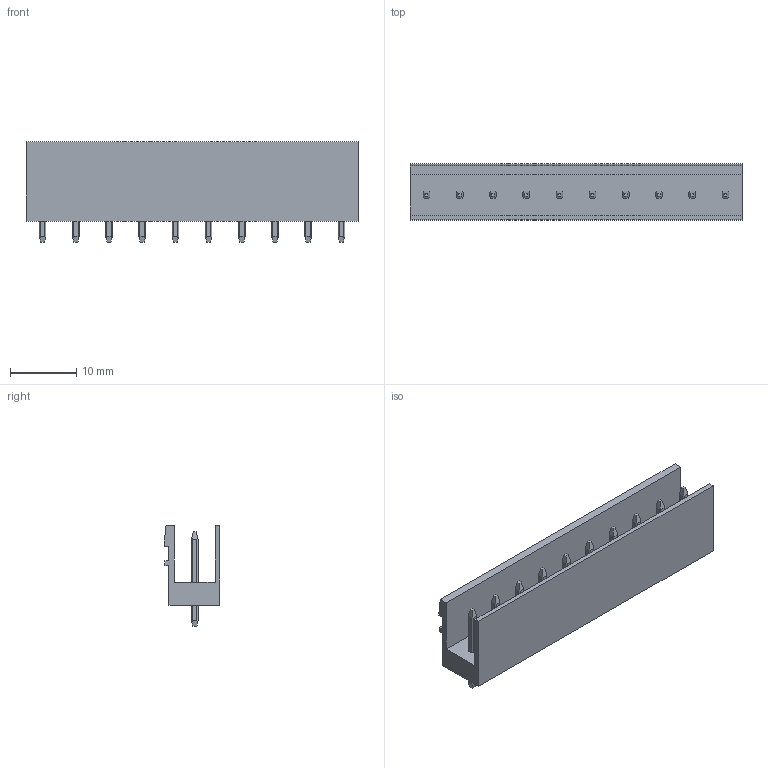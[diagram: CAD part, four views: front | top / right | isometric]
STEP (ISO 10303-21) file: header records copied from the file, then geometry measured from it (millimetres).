
FILE_DESCRIPTION(('CATIA V5 STEP Exchange','CAx-IF Rec.Pracs.--- Model Styling and Organization---1.2---2011-12-15'),'2;1');
FILE_NAME ('D1452944_0_1581400000_1581400000.stp','2018-10-12T07:54:30+00:00',('none'),('Weidmueller'),'CATIA Version 5-6 Release 2014','CATIA V5 STEP AP214','none');
FILE_SCHEMA(('AUTOMOTIVE_DESIGN { 1 0 10303 214 1 1 1 1 }'));
Length unit declared in the file: millimetre
Products named in the file (1): 1581400000
Bounding box: 50 x 8.43 x 15.2 mm (x, y, z)
Volume: 2201.1 mm3; surface area: 3639 mm2
Topology: 11 solids, 11 shells, 279 faces, 771 edges, 514 vertices
Faces by surface type: plane 197, cylinder 82
Entity records: 8409 total; most frequent: CARTESIAN_POINT 2054, ORIENTED_EDGE 1542, DIRECTION 907, EDGE_CURVE 771, VECTOR 527, LINE 527, VERTEX_POINT 514, EDGE_LOOP 299
